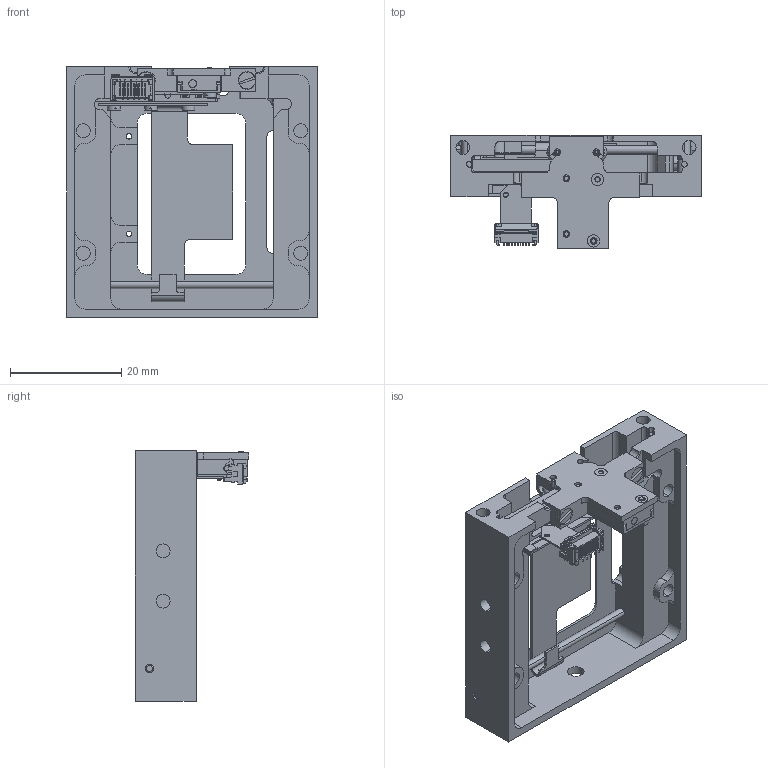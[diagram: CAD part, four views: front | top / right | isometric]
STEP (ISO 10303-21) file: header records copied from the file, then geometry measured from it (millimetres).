
FILE_DESCRIPTION (( 'STEP AP203' ), '1' );
FILE_NAME ('Close Shutter.STEP', '2011-08-31T12:51:52', ( 'gh' ), ( '' ), 'SwSTEP 2.0', 'SolidWorks 2010', '' );
FILE_SCHEMA (( 'CONFIG_CONTROL_DESIGN' ));
Length unit declared in the file: millimetre
Products named in the file (1): Close Shutter
Bounding box: 45 x 20.37 x 45 mm (x, y, z)
Surface area: 10522.9 mm2 (no closed solid volume)
Topology: 0 solids, 49 shells, 1166 faces, 4895 edges, 3637 vertices
Faces by surface type: plane 779, cylinder 245, bspline 106, cone 26, torus 10
Entity records: 59048 total; most frequent: CARTESIAN_POINT 19250, ORIENTED_EDGE 7758, DIRECTION 7661, EDGE_CURVE 4895, LINE 3797, VECTOR 3797, VERTEX_POINT 3637, AXIS2_PLACEMENT_3D 1932
